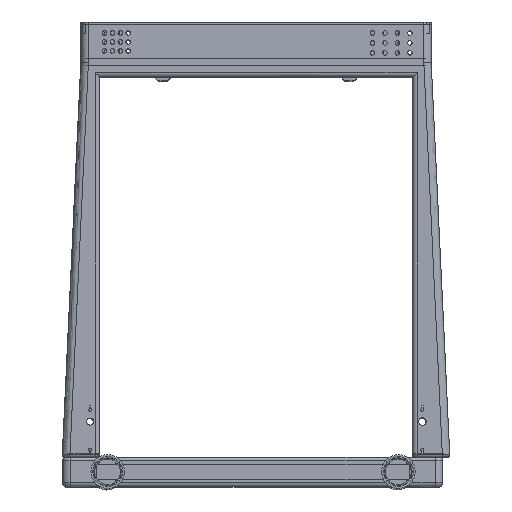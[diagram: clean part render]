
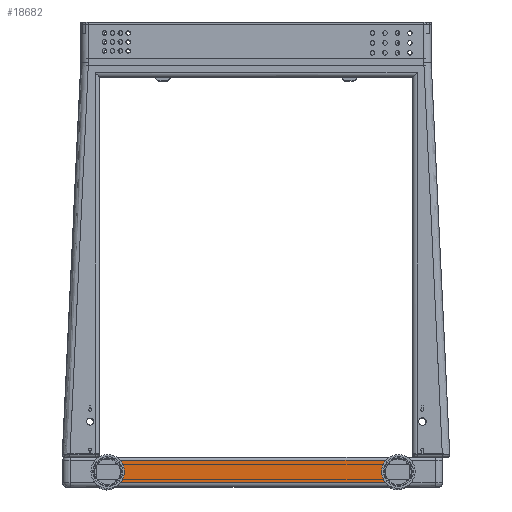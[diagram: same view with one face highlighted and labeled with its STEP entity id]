
A CAD part, top view. The second image highlights one B-rep face of the part: STEP entity #18682.
In plain terms, the highlighted planar face has unit normal (0.001, 0, 1).
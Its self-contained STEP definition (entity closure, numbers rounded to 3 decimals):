
#851=CIRCLE('',#19844,10.);
#852=CIRCLE('',#19845,10.);
#853=CIRCLE('',#19846,10.);
#1154=FACE_OUTER_BOUND('',#2220,.T.);
#2220=EDGE_LOOP('',(#13292,#13293,#13294,#13295,#13296));
#3595=LINE('',#27561,#5853);
#3611=LINE('',#27924,#5869);
#5853=VECTOR('',#21589,10.);
#5869=VECTOR('',#21697,10.);
#8214=VERTEX_POINT('',#27389);
#8241=VERTEX_POINT('',#27558);
#8242=VERTEX_POINT('',#27560);
#8265=VERTEX_POINT('',#27922);
#8267=VERTEX_POINT('',#28199);
#10145=EDGE_CURVE('',#8241,#8242,#3595,.T.);
#10193=EDGE_CURVE('',#8265,#8214,#3611,.T.);
#10208=EDGE_CURVE('',#8241,#8267,#851,.T.);
#10209=EDGE_CURVE('',#8267,#8214,#852,.T.);
#10210=EDGE_CURVE('',#8265,#8242,#853,.T.);
#13292=ORIENTED_EDGE('',*,*,#10145,.F.);
#13293=ORIENTED_EDGE('',*,*,#10208,.T.);
#13294=ORIENTED_EDGE('',*,*,#10209,.T.);
#13295=ORIENTED_EDGE('',*,*,#10193,.F.);
#13296=ORIENTED_EDGE('',*,*,#10210,.T.);
#17854=PLANE('',#19843);
#18682=ADVANCED_FACE('',(#1154),#17854,.T.);
#19843=AXIS2_PLACEMENT_3D('',#28198,#21729,#21730);
#19844=AXIS2_PLACEMENT_3D('',#28200,#21731,#21732);
#19845=AXIS2_PLACEMENT_3D('',#28201,#21733,#21734);
#19846=AXIS2_PLACEMENT_3D('',#28202,#21735,#21736);
#21589=DIRECTION('',(1.,0.,-0.001));
#21697=DIRECTION('',(-1.,0.,0.001));
#21729=DIRECTION('center_axis',(0.001,0.,
1.));
#21730=DIRECTION('ref_axis',(-1.,0.,0.001));
#21731=DIRECTION('center_axis',(-0.001,0.,
-1.));
#21732=DIRECTION('ref_axis',(-1.,0.,0.001));
#21733=DIRECTION('center_axis',(-0.001,0.,
-1.));
#21734=DIRECTION('ref_axis',(-1.,0.,0.001));
#21735=DIRECTION('center_axis',(-0.001,0.,
-1.));
#21736=DIRECTION('ref_axis',(-1.,0.,0.001));
#27389=CARTESIAN_POINT('',(694.879,-28.327,-865.131));
#27558=CARTESIAN_POINT('',(693.738,-13.327,-865.13));
#27560=CARTESIAN_POINT('',(876.738,-13.327,-865.29));
#27561=CARTESIAN_POINT('',(848.988,-13.327,-865.266));
#27922=CARTESIAN_POINT('',(875.597,-28.327,-865.289));
#27924=CARTESIAN_POINT('',(848.988,-28.327,-865.266));
#28198=CARTESIAN_POINT('Origin',(912.738,-11.327,-865.321));
#28199=CARTESIAN_POINT('',(697.738,-21.327,-865.134));
#28200=CARTESIAN_POINT('Origin',(687.738,-21.327,-865.125));
#28201=CARTESIAN_POINT('Origin',(687.738,-21.327,-865.125));
#28202=CARTESIAN_POINT('Origin',(882.738,-21.327,-865.295));
